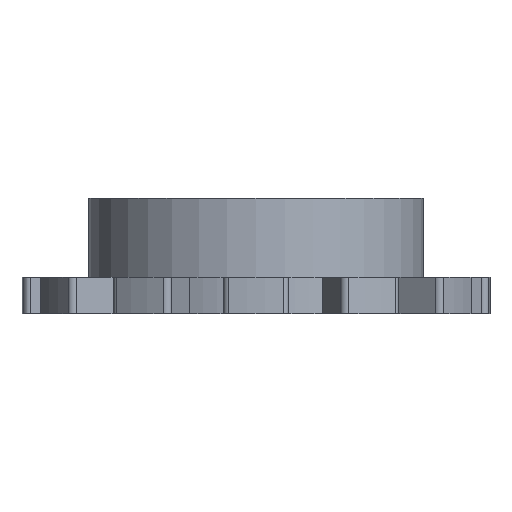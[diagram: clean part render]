
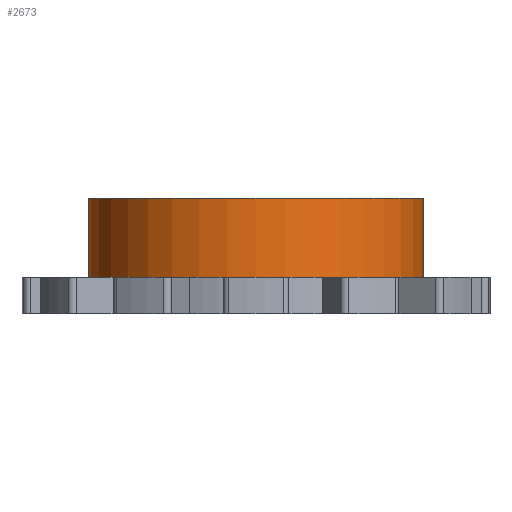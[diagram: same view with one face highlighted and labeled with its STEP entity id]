
A CAD part, front view. The second image highlights one B-rep face of the part: STEP entity #2673.
In plain terms, the highlighted cylindrical face has radius 5.53 mm (diameter 11.06 mm), a full revolution.
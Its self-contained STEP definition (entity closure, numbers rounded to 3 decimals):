
#117=FACE_OUTER_BOUND('',#261,.T.);
#261=EDGE_LOOP('',(#1921,#1922,#1923,#1924));
#409=LINE('',#4483,#597);
#597=VECTOR('',#3610,5.53);
#853=CIRCLE('',#2957,5.53);
#854=CIRCLE('',#2958,5.53);
#1085=VERTEX_POINT('',#4480);
#1086=VERTEX_POINT('',#4482);
#1433=EDGE_CURVE('',#1085,#1085,#853,.T.);
#1434=EDGE_CURVE('',#1085,#1086,#409,.T.);
#1435=EDGE_CURVE('',#1086,#1086,#854,.T.);
#1921=ORIENTED_EDGE('',*,*,#1433,.T.);
#1922=ORIENTED_EDGE('',*,*,#1434,.T.);
#1923=ORIENTED_EDGE('',*,*,#1435,.F.);
#1924=ORIENTED_EDGE('',*,*,#1434,.F.);
#2557=CYLINDRICAL_SURFACE('',#2956,5.53);
#2673=ADVANCED_FACE('',(#117),#2557,.T.);
#2956=AXIS2_PLACEMENT_3D('',#4479,#3606,#3607);
#2957=AXIS2_PLACEMENT_3D('',#4481,#3608,#3609);
#2958=AXIS2_PLACEMENT_3D('',#4484,#3611,#3612);
#3606=DIRECTION('center_axis',(0.,0.,
1.));
#3607=DIRECTION('ref_axis',(1.,0.,0.));
#3608=DIRECTION('center_axis',(0.,0.,
-1.));
#3609=DIRECTION('ref_axis',(1.,0.,0.));
#3610=DIRECTION('',(0.,0.,-1.));
#3611=DIRECTION('center_axis',(0.,0.,
-1.));
#3612=DIRECTION('ref_axis',(1.,0.,0.));
#4479=CARTESIAN_POINT('Origin',(4.3,0.,
7.2));
#4480=CARTESIAN_POINT('',(-1.23,0.,11.));
#4481=CARTESIAN_POINT('Origin',(4.3,0.,
11.));
#4482=CARTESIAN_POINT('',(-1.23,0.,7.2));
#4483=CARTESIAN_POINT('',(-1.23,0.,7.2));
#4484=CARTESIAN_POINT('Origin',(4.3,0.,
7.2));
